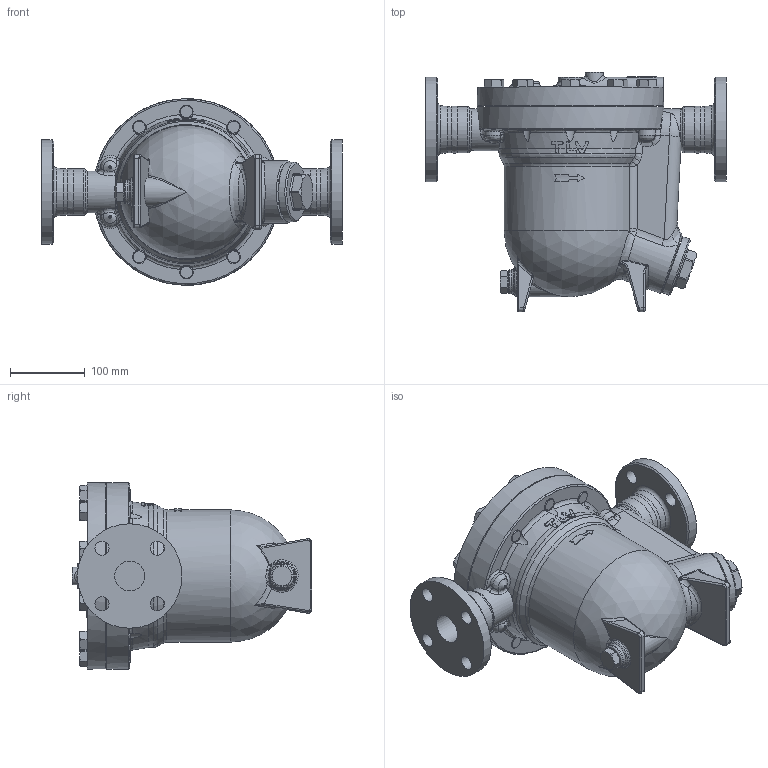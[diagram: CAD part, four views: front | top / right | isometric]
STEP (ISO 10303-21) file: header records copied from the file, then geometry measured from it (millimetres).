
FILE_DESCRIPTION((''),'2;1');
FILE_NAME('ah72r-040-jis10-00.stp','2014-01-17T10:01:03',('nakaot'),(''),'Autodesk Inventor 2012','Autodesk Inventor 2012','');
FILE_SCHEMA(('AUTOMOTIVE_DESIGN { 1 0 10303 214 1 1 1 1 }'));
Length unit declared in the file: millimetre
Products named in the file (1): ah72r-040-jis10-00
Bounding box: 403 x 321 x 250 mm (x, y, z)
Volume: 9719262.4 mm3; surface area: 473651.7 mm2
Topology: 1 solids, 1 shells, 543 faces, 1339 edges, 828 vertices
Faces by surface type: plane 166, cylinder 130, bspline 114, cone 96, torus 35, sphere 2
Full cylindrical faces by diameter (mm): 16 x10, 18 x10, 19 x8, 21 x1, 22.2 x1, 24 x1, 32 x1, 40 x2, 49.5 x1, 56 x1, 62 x4, 80 x1, 140 x2, 196 x1, 250 x2
Entity records: 22229 total; most frequent: CARTESIAN_POINT 10967, ORIENTED_EDGE 2466, DIRECTION 2036, EDGE_CURVE 1233, AXIS2_PLACEMENT_3D 861, VERTEX_POINT 799, EDGE_LOOP 686, FACE_OUTER_BOUND 543
